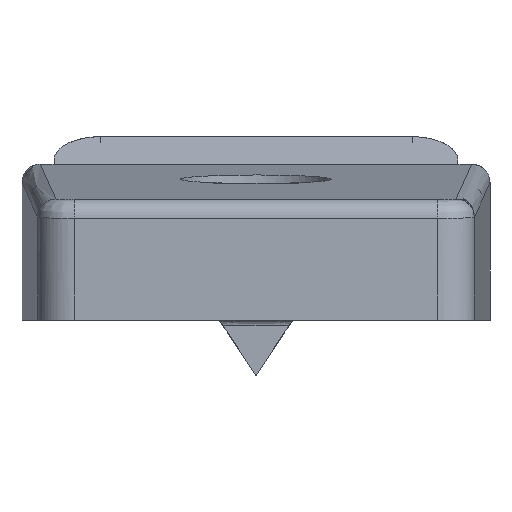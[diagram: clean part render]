
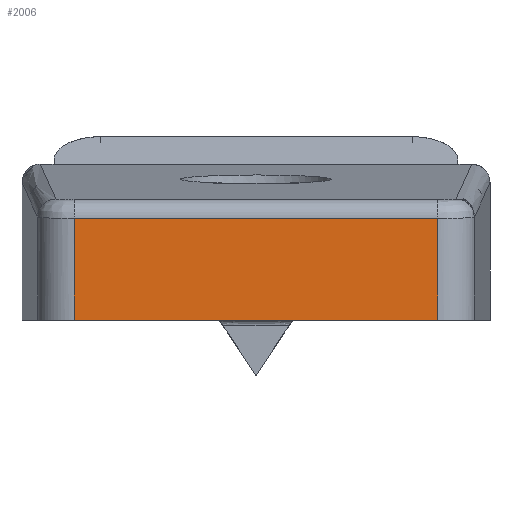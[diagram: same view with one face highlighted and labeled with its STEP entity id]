
A CAD part, left-side view. The second image highlights one B-rep face of the part: STEP entity #2006.
In plain terms, the highlighted free-form (B-spline) face has degree [1, 1] with [2, 2] control points.
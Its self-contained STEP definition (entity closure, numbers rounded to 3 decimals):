
#1358=CARTESIAN_POINT('',(97.,9.906,5.555));
#1359=VERTEX_POINT('',#1358);
#1410=CARTESIAN_POINT('',(97.,-9.906,5.555));
#1411=VERTEX_POINT('',#1410);
#1422=CARTESIAN_POINT('',(97.,9.906,5.555));
#1423=CARTESIAN_POINT('',(97.,-9.906,5.555));
#1424=QUASI_UNIFORM_CURVE('',1,(#1422,#1423),.UNSPECIFIED.,.F.,.U.);
#1425=EDGE_CURVE('',#1359,#1411,#1424,.T.);
#1962=CARTESIAN_POINT('',(97.,-9.906,0.0));
#1963=VERTEX_POINT('',#1962);
#1964=CARTESIAN_POINT('',(97.,-9.906,5.555));
#1965=CARTESIAN_POINT('',(97.,-9.906,0.0));
#1966=QUASI_UNIFORM_CURVE('',1,(#1964,#1965),.UNSPECIFIED.,.F.,.U.);
#1967=EDGE_CURVE('',#1411,#1963,#1966,.T.);
#1985=CARTESIAN_POINT('',(97.,-10.895,-0.277));
#1986=CARTESIAN_POINT('',(97.,10.895,-0.277));
#1987=CARTESIAN_POINT('',(97.,-10.895,5.832));
#1988=CARTESIAN_POINT('',(97.,10.895,5.832));
#1989=B_SPLINE_SURFACE_WITH_KNOTS('',1,1,((#1985,#1987),(#1986,#1988)),.UNSPECIFIED.,.F.,.F.,.U.,(2,2),(2,2),(0.0,21.79),(0.0,6.11),.UNSPECIFIED.);
#1990=CARTESIAN_POINT('',(97.,9.906,0.0));
#1991=VERTEX_POINT('',#1990);
#1992=CARTESIAN_POINT('',(97.,9.906,5.555));
#1993=CARTESIAN_POINT('',(97.,9.906,0.0));
#1994=QUASI_UNIFORM_CURVE('',1,(#1992,#1993),.UNSPECIFIED.,.F.,.U.);
#1995=EDGE_CURVE('',#1359,#1991,#1994,.T.);
#1996=ORIENTED_EDGE('',*,*,#1995,.F.);
#1997=ORIENTED_EDGE('',*,*,#1425,.T.);
#1998=ORIENTED_EDGE('',*,*,#1967,.T.);
#1999=CARTESIAN_POINT('',(97.,9.906,0.0));
#2000=CARTESIAN_POINT('',(97.,-9.906,0.0));
#2001=QUASI_UNIFORM_CURVE('',1,(#1999,#2000),.UNSPECIFIED.,.F.,.U.);
#2002=EDGE_CURVE('',#1991,#1963,#2001,.T.);
#2003=ORIENTED_EDGE('',*,*,#2002,.F.);
#2004=EDGE_LOOP('',(#1996,#1997,#1998,#2003));
#2005=FACE_OUTER_BOUND('',#2004,.T.);
#2006=ADVANCED_FACE('',(#2005),#1989,.T.);
